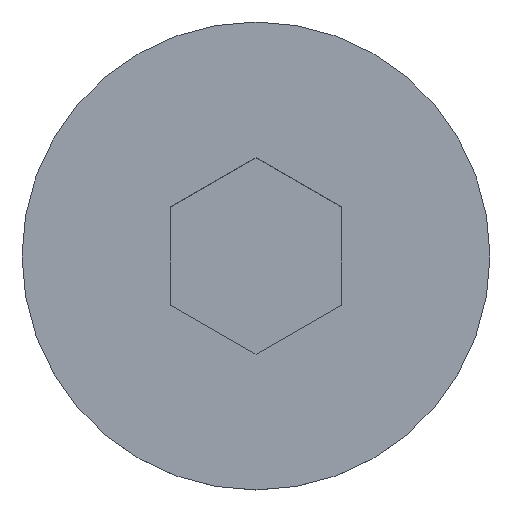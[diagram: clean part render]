
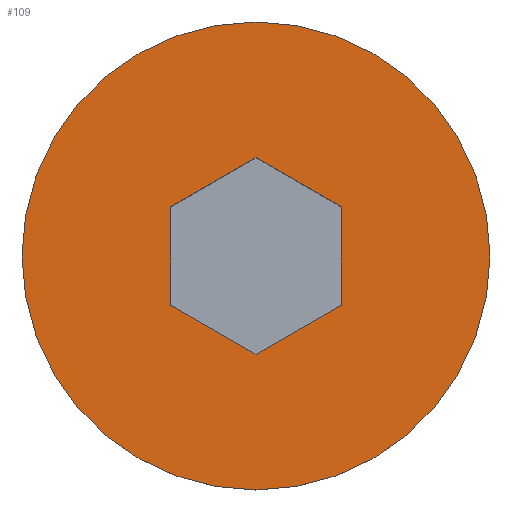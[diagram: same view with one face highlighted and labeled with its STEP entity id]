
A CAD part, top view. The second image highlights one B-rep face of the part: STEP entity #109.
In plain terms, the highlighted planar face has unit normal (0, 0, 1).
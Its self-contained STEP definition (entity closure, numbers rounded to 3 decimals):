
#11 = ORIENTED_EDGE ( 'NONE', *, *, #400, .F. ) ;
#12 = AXIS2_PLACEMENT_3D ( 'NONE', #16, #473, #214 ) ;
#16 = CARTESIAN_POINT ( 'NONE',  ( 0., 0., 2. ) ) ;
#21 = VECTOR ( 'NONE', #239, 1000. ) ;
#42 = ORIENTED_EDGE ( 'NONE', *, *, #235, .F. ) ;
#54 = VERTEX_POINT ( 'NONE', #325 ) ;
#57 = VECTOR ( 'NONE', #100, 1000. ) ;
#69 = ORIENTED_EDGE ( 'NONE', *, *, #122, .F. ) ;
#96 = AXIS2_PLACEMENT_3D ( 'NONE', #481, #365, #263 ) ;
#100 = DIRECTION ( 'NONE',  ( -0.866, -0.5, 0. ) ) ;
#109 = ADVANCED_FACE ( 'NONE', ( #333, #190 ), #224, .T. ) ;
#116 = LINE ( 'NONE', #185, #132 ) ;
#121 = ORIENTED_EDGE ( 'NONE', *, *, #477, .F. ) ;
#122 = EDGE_CURVE ( 'NONE', #458, #348, #116, .T. ) ;
#128 = EDGE_LOOP ( 'NONE', ( #418, #341 ) ) ;
#129 = DIRECTION ( 'NONE',  ( 0.866, -0.5, 0. ) ) ;
#131 = LINE ( 'NONE', #296, #168 ) ;
#132 = VECTOR ( 'NONE', #445, 1000. ) ;
#141 = EDGE_LOOP ( 'NONE', ( #69, #11, #42, #368, #121, #275 ) ) ;
#159 = LINE ( 'NONE', #460, #21 ) ;
#161 = EDGE_CURVE ( 'NONE', #408, #435, #269, .T. ) ;
#162 = CARTESIAN_POINT ( 'NONE',  ( -1., -0.577, 2. ) ) ;
#168 = VECTOR ( 'NONE', #470, 1000. ) ;
#179 = CARTESIAN_POINT ( 'NONE',  ( 1., 0.577, 2. ) ) ;
#185 = CARTESIAN_POINT ( 'NONE',  ( 1., 0.577, 2. ) ) ;
#190 = FACE_OUTER_BOUND ( 'NONE', #128, .T. ) ;
#193 = CARTESIAN_POINT ( 'NONE',  ( 0., 0., 2. ) ) ;
#214 = DIRECTION ( 'NONE',  ( 1., 0., 0. ) ) ;
#217 = VECTOR ( 'NONE', #322, 1000. ) ;
#224 = PLANE ( 'NONE',  #96 ) ;
#235 = EDGE_CURVE ( 'NONE', #480, #54, #159, .T. ) ;
#239 = DIRECTION ( 'NONE',  ( 0.866, 0.5, 0. ) ) ;
#248 = CARTESIAN_POINT ( 'NONE',  ( 1., -0.577, 2. ) ) ;
#249 = VERTEX_POINT ( 'NONE', #377 ) ;
#250 = CARTESIAN_POINT ( 'NONE',  ( 0., -1.155, 2. ) ) ;
#251 = VERTEX_POINT ( 'NONE', #339 ) ;
#257 = LINE ( 'NONE', #248, #217 ) ;
#263 = DIRECTION ( 'NONE',  ( 1., 0., 0. ) ) ;
#267 = DIRECTION ( 'NONE',  ( 0., 0., 1. ) ) ;
#269 = CIRCLE ( 'NONE', #406, 2.75 ) ;
#275 = ORIENTED_EDGE ( 'NONE', *, *, #483, .F. ) ;
#288 = EDGE_CURVE ( 'NONE', #251, #480, #455, .T. ) ;
#296 = CARTESIAN_POINT ( 'NONE',  ( -1., 0.577, 2. ) ) ;
#302 = VECTOR ( 'NONE', #129, 1000. ) ;
#322 = DIRECTION ( 'NONE',  ( 0., 1., 0. ) ) ;
#325 = CARTESIAN_POINT ( 'NONE',  ( 1., -0.577, 2. ) ) ;
#329 = CARTESIAN_POINT ( 'NONE',  ( 2.75, 0., 2. ) ) ;
#333 = FACE_BOUND ( 'NONE', #141, .T. ) ;
#339 = CARTESIAN_POINT ( 'NONE',  ( -1., -0.577, 2. ) ) ;
#341 = ORIENTED_EDGE ( 'NONE', *, *, #436, .T. ) ;
#345 = CARTESIAN_POINT ( 'NONE',  ( 0., 1.155, 2. ) ) ;
#348 = VERTEX_POINT ( 'NONE', #345 ) ;
#349 = CARTESIAN_POINT ( 'NONE',  ( 0., 1.155, 2. ) ) ;
#365 = DIRECTION ( 'NONE',  ( 0., 0., 1. ) ) ;
#367 = DIRECTION ( 'NONE',  ( 1., 0., 0. ) ) ;
#368 = ORIENTED_EDGE ( 'NONE', *, *, #288, .F. ) ;
#377 = CARTESIAN_POINT ( 'NONE',  ( -1., 0.577, 2. ) ) ;
#400 = EDGE_CURVE ( 'NONE', #54, #458, #257, .T. ) ;
#406 = AXIS2_PLACEMENT_3D ( 'NONE', #193, #267, #367 ) ;
#408 = VERTEX_POINT ( 'NONE', #467 ) ;
#418 = ORIENTED_EDGE ( 'NONE', *, *, #161, .T. ) ;
#431 = CIRCLE ( 'NONE', #12, 2.75 ) ;
#432 = LINE ( 'NONE', #349, #57 ) ;
#435 = VERTEX_POINT ( 'NONE', #329 ) ;
#436 = EDGE_CURVE ( 'NONE', #435, #408, #431, .T. ) ;
#445 = DIRECTION ( 'NONE',  ( -0.866, 0.5, 0. ) ) ;
#455 = LINE ( 'NONE', #162, #302 ) ;
#458 = VERTEX_POINT ( 'NONE', #179 ) ;
#460 = CARTESIAN_POINT ( 'NONE',  ( 0., -1.155, 2. ) ) ;
#467 = CARTESIAN_POINT ( 'NONE',  ( -2.75, 0., 2. ) ) ;
#470 = DIRECTION ( 'NONE',  ( 0., -1., 0. ) ) ;
#473 = DIRECTION ( 'NONE',  ( 0., 0., 1. ) ) ;
#477 = EDGE_CURVE ( 'NONE', #249, #251, #131, .T. ) ;
#480 = VERTEX_POINT ( 'NONE', #250 ) ;
#481 = CARTESIAN_POINT ( 'NONE',  ( 0., 0., 2. ) ) ;
#483 = EDGE_CURVE ( 'NONE', #348, #249, #432, .T. ) ;
